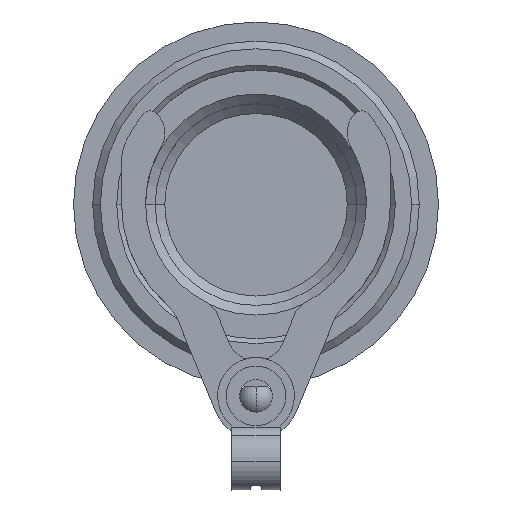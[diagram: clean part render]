
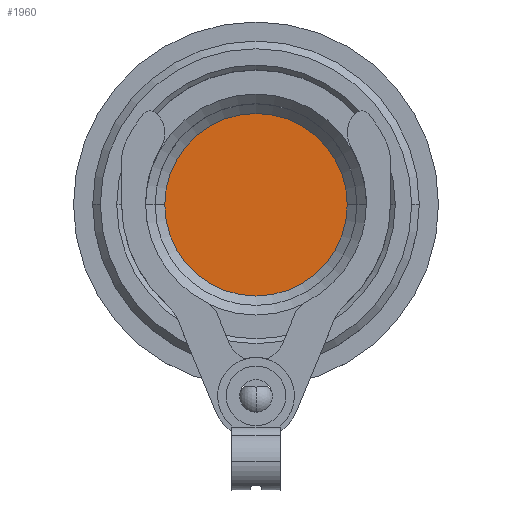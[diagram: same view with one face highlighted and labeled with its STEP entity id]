
A CAD part, top view. The second image highlights one B-rep face of the part: STEP entity #1960.
In plain terms, the highlighted planar face has unit normal (0, 0, 1).
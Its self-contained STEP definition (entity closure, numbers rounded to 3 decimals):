
#567 = AXIS2_PLACEMENT_3D ( 'NONE', #4456, #4460, #4461 ) ;
#662 = AXIS2_PLACEMENT_3D ( 'NONE', #1819, #1820, #1821 ) ;
#670 = AXIS2_PLACEMENT_3D ( 'NONE', #1766, #1767, #1768 ) ;
#1433 = EDGE_CURVE ( 'NONE', #5935, #5918, #5674, .T. ) ;
#1452 = EDGE_CURVE ( 'NONE', #5918, #5935, #5654, .T. ) ;
#1766 = CARTESIAN_POINT ( 'NONE',  ( 0., 0., -22.8 ) ) ;
#1767 = DIRECTION ( 'NONE',  ( 0., 0., 1. ) ) ;
#1768 = DIRECTION ( 'NONE',  ( 1., 0., 0. ) ) ;
#1819 = CARTESIAN_POINT ( 'NONE',  ( 0., 0., -22.8 ) ) ;
#1820 = DIRECTION ( 'NONE',  ( 0., 0., 1. ) ) ;
#1821 = DIRECTION ( 'NONE',  ( 1., 0., 0. ) ) ;
#1960 = ADVANCED_FACE ( 'NONE', ( #5446 ), #4458, .T. ) ;
#2216 = CARTESIAN_POINT ( 'NONE',  ( -9.5, 0., -22.8 ) ) ;
#2233 = CARTESIAN_POINT ( 'NONE',  ( 9.5, 0., -22.8 ) ) ;
#2591 = EDGE_LOOP ( 'NONE', ( #3064, #3074 ) ) ;
#3064 = ORIENTED_EDGE ( 'NONE', *, *, #1433, .T. ) ;
#3074 = ORIENTED_EDGE ( 'NONE', *, *, #1452, .T. ) ;
#4456 = CARTESIAN_POINT ( 'NONE',  ( 0., 9.5, -22.8 ) ) ;
#4458 = PLANE ( 'NONE',  #567 ) ;
#4460 = DIRECTION ( 'NONE',  ( 0., 0., 1. ) ) ;
#4461 = DIRECTION ( 'NONE',  ( 1., 0., 0. ) ) ;
#5446 = FACE_OUTER_BOUND ( 'NONE', #2591, .T. ) ;
#5654 = CIRCLE ( 'NONE', #662, 9.5 ) ;
#5674 = CIRCLE ( 'NONE', #670, 9.5 ) ;
#5918 = VERTEX_POINT ( 'NONE', #2216 ) ;
#5935 = VERTEX_POINT ( 'NONE', #2233 ) ;
